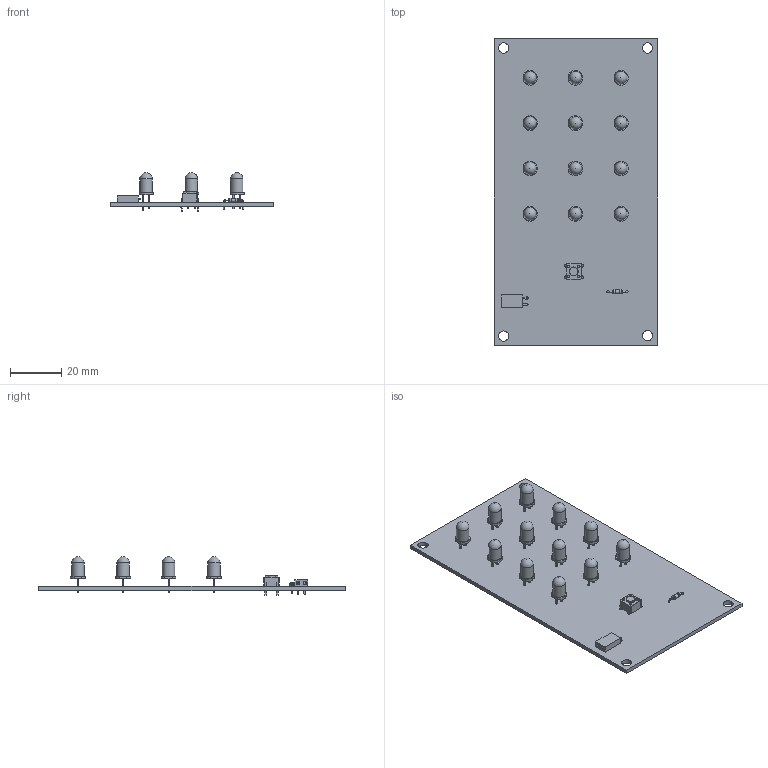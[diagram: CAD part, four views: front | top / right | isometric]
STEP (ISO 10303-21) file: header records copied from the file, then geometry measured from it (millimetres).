
FILE_DESCRIPTION(('KiCad electronic assembly'),'2;1');
FILE_NAME('Flashlight.step','2023-11-23T14:12:06',('Pcbnew'),('Kicad'), 'Open CASCADE STEP processor 7.7','KiCad to STEP converter','Unknown' );
FILE_SCHEMA(('AUTOMOTIVE_DESIGN { 1 0 10303 214 1 1 1 1 }'));
Length unit declared in the file: millimetre
Products named in the file (10): Flashlight 1; R_Axial_DIN0204_L3.6mm_D1.6mm_P7.62mm_Horizontal; SOLID; LED_D5.0mm; SW_PUSH_6mm; PinSocket_1x02_P2.54mm_Horizontal; _autosave-Flashlight PCB
Assembly tree (20 placements, depth 3):
  Flashlight 1
    R_Axial_DIN0204_L3.6mm_D1.6mm_P7.62mm_Horizontal
      SOLID
    LED_D5.0mm  x12
      SOLID
    SW_PUSH_6mm
      SOLID
    PinSocket_1x02_P2.54mm_Horizontal
      SOLID
    _autosave-Flashlight PCB
Bounding box: 64 x 120 x 15.1 mm (x, y, z)
Volume: 14291.2 mm3; surface area: 18710.1 mm2
Topology: 16 solids, 16 shells, 436 faces, 1052 edges, 687 vertices
Faces by surface type: plane 307, cylinder 112, sphere 12, torus 5
Full cylindrical faces by diameter (mm): 0.5 x4, 0.7 x2, 0.9 x24, 1 x6, 1.1 x4, 1.44 x1, 1.6 x2, 3.5 x1, 4 x4, 4.9 x12
Entity records: 18916 total; most frequent: CARTESIAN_POINT 3535, DIRECTION 2620, LINE 1642, VECTOR 1642, ORIENTED_EDGE 1332, PCURVE 1332, DEFINITIONAL_REPRESENTATION 1332, EDGE_CURVE 666
